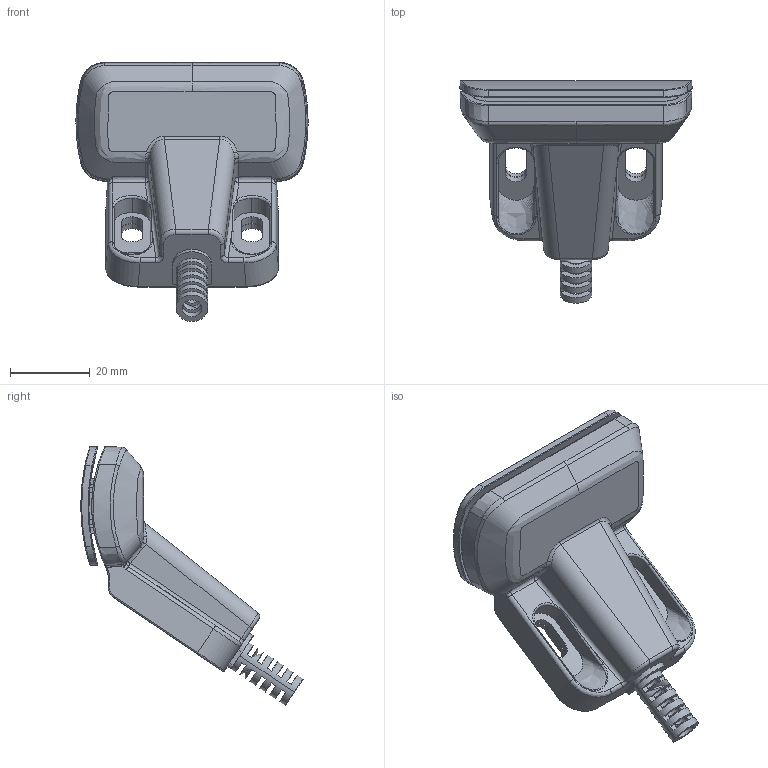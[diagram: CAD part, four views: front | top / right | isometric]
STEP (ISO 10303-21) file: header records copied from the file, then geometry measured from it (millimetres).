
FILE_DESCRIPTION (( 'STEP AP214' ), '1' );
FILE_NAME ('JCHT35K24A.STEP', '2019-07-27T00:33:04', ( '' ), ( '' ), 'SwSTEP 2.0', 'SolidWorks 2018', '' );
FILE_SCHEMA (( 'AUTOMOTIVE_DESIGN' ));
Length unit declared in the file: millimetre
Products named in the file (7): JCHT35K24A-奻褲; JCHT35K24A-狟褲; JCHT35K24A-偌瑩; JCHT35K24A; JCHT35K24A-PCB; ST2.5X8; M7K1
Assembly tree (6 placements, depth 2):
  JCHT35K24A
    JCHT35K24A-奻褲
    JCHT35K24A-偌瑩
    JCHT35K24A-PCB
    JCHT35K24A-狟褲
    M7K1
    ST2.5X8
Bounding box: 58.08 x 55.62 x 64.83 mm (x, y, z)
Volume: 22543.1 mm3; surface area: 27373.3 mm2
Topology: 6 solids, 6 shells, 892 faces, 2428 edges, 1569 vertices
Faces by surface type: plane 488, cylinder 206, bspline 145, cone 42, torus 7, sphere 4
Entity records: 38730 total; most frequent: CARTESIAN_POINT 17492, ORIENTED_EDGE 4852, DIRECTION 3682, EDGE_CURVE 2426, VERTEX_POINT 1569, LINE 1310, VECTOR 1310, AXIS2_PLACEMENT_3D 1186
